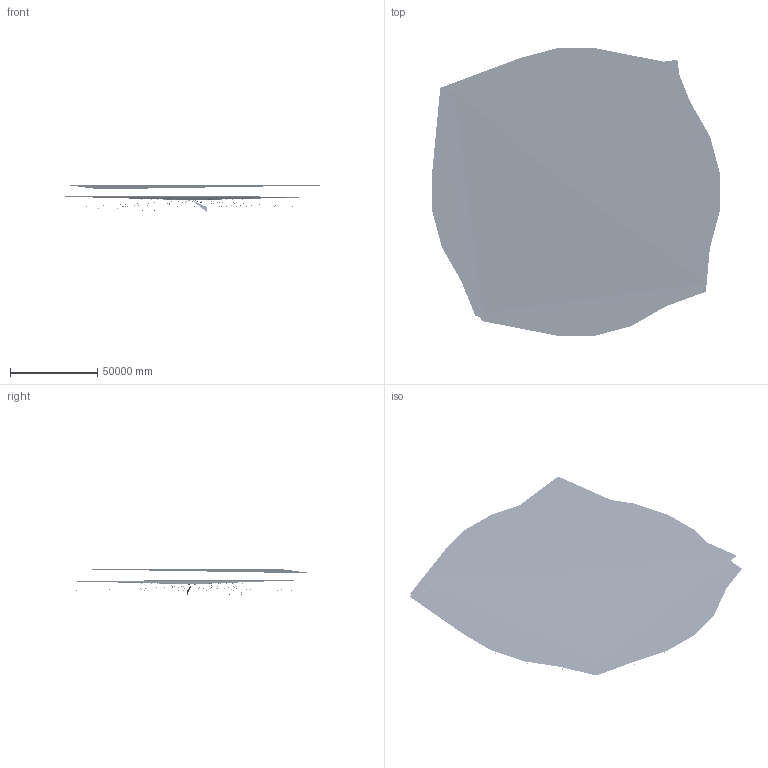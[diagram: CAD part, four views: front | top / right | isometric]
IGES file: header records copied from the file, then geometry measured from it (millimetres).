
Start section: C
Global section: file name: SDSAX9-00.igs; native system: By Siemens PLM Incorporated; preprocessor: XPlus GENERIC/IGES 26.1.183; author: Author; organization: Title; date: 20250325.105314; units: millimetre
Bounding box: 164778.14 x 164778.14 x 23500 mm (x, y, z)
Volume: 1153417.5 mm3; surface area: 793003.3 mm2
Topology: 52 solids, 510 shells, 15657 faces, 34582 edges, 18888 vertices
Faces by surface type: bspline 15657
